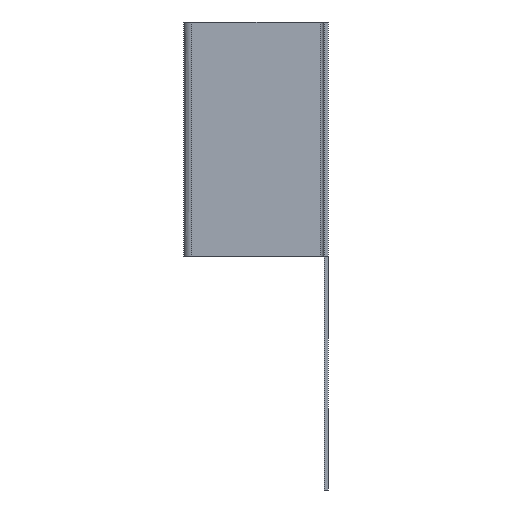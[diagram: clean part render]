
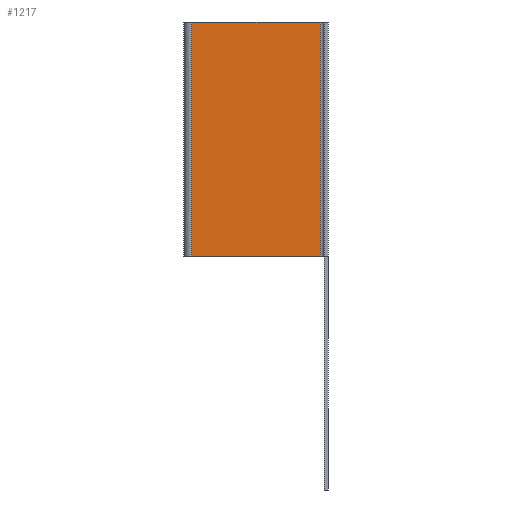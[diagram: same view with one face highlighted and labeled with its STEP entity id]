
A CAD part, left-side view. The second image highlights one B-rep face of the part: STEP entity #1217.
In plain terms, the highlighted planar face has unit normal (-1, 0, 0).
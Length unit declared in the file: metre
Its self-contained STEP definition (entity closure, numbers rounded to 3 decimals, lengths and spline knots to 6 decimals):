
#92 = CARTESIAN_POINT('NONE', (0.0127, 0.004318, -0));
#93 = VERTEX_POINT('NONE', #92);
#94 = CARTESIAN_POINT('NONE', (0.0127, 0.004318, 0.127));
#95 = VERTEX_POINT('NONE', #94);
#104 = CARTESIAN_POINT('NONE', (0.0127, 0.074168, 0.127));
#105 = VERTEX_POINT('NONE', #104);
#106 = CARTESIAN_POINT('NONE', (0.0127, 0.074168, -0));
#107 = VERTEX_POINT('NONE', #106);
#428 = DIRECTION('NONE', (0, 0, 1));
#429 = VECTOR('NONE', #428, 1);
#430 = CARTESIAN_POINT('NONE', (0.0127, 0.004318, -0));
#431 = LINE('NONE', #430, #429);
#460 = DIRECTION('NONE', (0, 0, -1));
#461 = VECTOR('NONE', #460, 1);
#462 = CARTESIAN_POINT('NONE', (0.0127, 0.074168, 0.127));
#463 = LINE('NONE', #462, #461);
#468 = DIRECTION('NONE', (0., -1, 0));
#469 = VECTOR('NONE', #468, 1);
#470 = CARTESIAN_POINT('NONE', (0.0127, 0.074168, -0));
#471 = LINE('NONE', #470, #469);
#472 = DIRECTION('NONE', (0., 1, 0));
#473 = VECTOR('NONE', #472, 1);
#474 = CARTESIAN_POINT('NONE', (0.0127, 0.004318, 0.127));
#475 = LINE('NONE', #474, #473);
#626 = EDGE_CURVE('NONE', #93, #95, #431, .T.);
#634 = EDGE_CURVE('NONE', #105, #107, #463, .T.);
#636 = EDGE_CURVE('NONE', #107, #93, #471, .T.);
#637 = EDGE_CURVE('NONE', #95, #105, #475, .T.);
#801 = ORIENTED_EDGE('NONE', *, *, #636, .T.);
#802 = ORIENTED_EDGE('NONE', *, *, #626, .T.);
#803 = ORIENTED_EDGE('NONE', *, *, #637, .T.);
#804 = ORIENTED_EDGE('NONE', *, *, #634, .T.);
#805 = EDGE_LOOP('NONE', (#801, #802, #803, #804));
#1058 = CARTESIAN_POINT('NONE', (0.0127, 0.040386, 0.0635));
#1059 = DIRECTION('NONE', (-1, -0, 0));
#1060 = AXIS2_PLACEMENT_3D('NONE', #1058, #1059, $);
#1061 = PLANE('NONE', #1060);
#1216 = FACE_OUTER_BOUND('NONE', #805, .T.);
#1217 = ADVANCED_FACE('NONE', (#1216), #1061, .T.);
